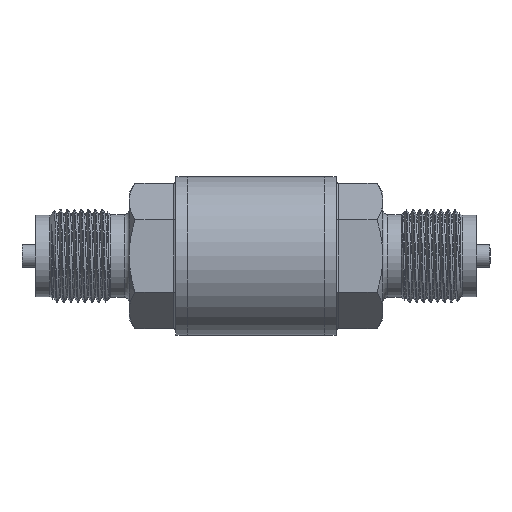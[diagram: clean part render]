
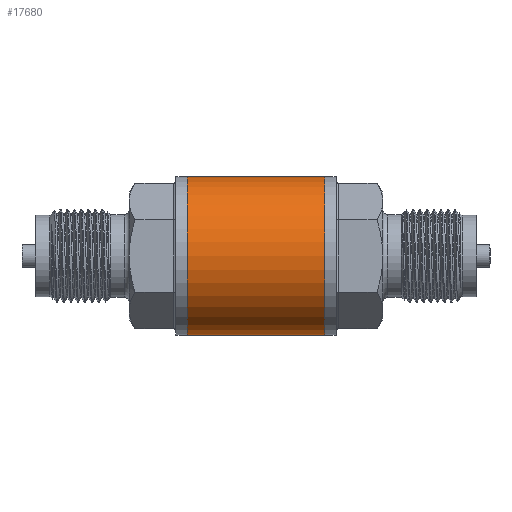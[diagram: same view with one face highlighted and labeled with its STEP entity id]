
A CAD part, front view. The second image highlights one B-rep face of the part: STEP entity #17680.
In plain terms, the highlighted cylindrical face has radius 17 mm (diameter 34 mm), a full revolution.
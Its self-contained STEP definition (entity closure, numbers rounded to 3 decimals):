
#235=FACE_BOUND('',#2544,.T.);
#1500=FACE_OUTER_BOUND('',#2543,.T.);
#2543=EDGE_LOOP('',(#13703,#13704,#13705,#13706));
#2544=EDGE_LOOP('',(#13707,#13708));
#3269=CIRCLE('',#18651,17.);
#3270=CIRCLE('',#18652,17.);
#4106=B_SPLINE_CURVE_WITH_KNOTS('',3,(#37175,#37176,#37177,#37178,#37179,
#37180,#37181,#37182,#37183,#37184,#37185,#37186,#37187,#37188,#37189,#37190,
#37191,#37192,#37193,#37194),.UNSPECIFIED.,.F.,.F.,(4,2,2,2,2,2,2,2,2,4),
(-5.022,-4.957,-4.66,-4.362,
-4.065,-3.767,-3.47,-2.9,
-2.615,-2.33),.UNSPECIFIED.);
#4107=B_SPLINE_CURVE_WITH_KNOTS('',3,(#37195,#37196,#37197,#37198,#37199,
#37200,#37201,#37202,#37203,#37204,#37205,#37206,#37207,#37208,#37209,#37210,
#37211,#37212,#37213,#37214,#37215,#37216,#37217,#37218,#37219,#37220,#37221,
#37222,#37223,#37224,#37225,#37226,#37227,#37228,#37229,#37230,#37231,#37232,
#37233,#37234,#37235,#37236,#37237),.UNSPECIFIED.,.F.,.F.,(4,2,2,2,2,2,
2,3,2,2,2,2,2,2,2,2,2,2,2,2,4),(-2.33,-2.045,-1.76,
-1.19,-0.893,-0.595,-0.298,
0.,0.298,0.595,0.893,1.19,
1.76,2.045,2.33,2.615,2.9,
3.47,3.767,4.065,4.297),
 .UNSPECIFIED.);
#5189=LINE('',#37253,#6236);
#6236=VECTOR('',#20220,17.);
#7617=VERTEX_POINT('',#37173);
#7618=VERTEX_POINT('',#37174);
#7621=VERTEX_POINT('',#37250);
#7622=VERTEX_POINT('',#37252);
#9841=EDGE_CURVE('',#7617,#7618,#4106,.T.);
#9842=EDGE_CURVE('',#7618,#7617,#4107,.T.);
#9847=EDGE_CURVE('',#7621,#7621,#3269,.T.);
#9848=EDGE_CURVE('',#7621,#7622,#5189,.T.);
#9849=EDGE_CURVE('',#7622,#7622,#3270,.T.);
#13703=ORIENTED_EDGE('',*,*,#9847,.F.);
#13704=ORIENTED_EDGE('',*,*,#9848,.T.);
#13705=ORIENTED_EDGE('',*,*,#9849,.F.);
#13706=ORIENTED_EDGE('',*,*,#9848,.F.);
#13707=ORIENTED_EDGE('',*,*,#9841,.T.);
#13708=ORIENTED_EDGE('',*,*,#9842,.T.);
#17171=CYLINDRICAL_SURFACE('',#18650,17.);
#17680=ADVANCED_FACE('',(#1500,#235),#17171,.T.);
#18650=AXIS2_PLACEMENT_3D('',#37249,#20216,#20217);
#18651=AXIS2_PLACEMENT_3D('',#37251,#20218,#20219);
#18652=AXIS2_PLACEMENT_3D('',#37254,#20221,#20222);
#20216=DIRECTION('center_axis',(1.,0.,0.));
#20217=DIRECTION('ref_axis',(0.,0.,-1.));
#20218=DIRECTION('center_axis',(1.,0.,0.));
#20219=DIRECTION('ref_axis',(0.,0.,-1.));
#20220=DIRECTION('',(-1.,0.,0.));
#20221=DIRECTION('center_axis',(-1.,0.,0.));
#20222=DIRECTION('ref_axis',(0.,0.,-1.));
#37173=CARTESIAN_POINT('',(3.5,9.909,13.813));
#37174=CARTESIAN_POINT('',(-14.25,17.,0.));
#37175=CARTESIAN_POINT('Ctrl Pts',(3.5,9.909,13.813));
#37176=CARTESIAN_POINT('Ctrl Pts',(3.3,9.838,13.864));
#37177=CARTESIAN_POINT('Ctrl Pts',(3.099,9.772,13.911));
#37178=CARTESIAN_POINT('Ctrl Pts',(1.961,9.433,14.147));
#37179=CARTESIAN_POINT('Ctrl Pts',(0.992,9.27,14.25));
#37180=CARTESIAN_POINT('Ctrl Pts',(-0.992,9.27,
14.25));
#37181=CARTESIAN_POINT('Ctrl Pts',(-1.961,9.433,14.147));
#37182=CARTESIAN_POINT('Ctrl Pts',(-3.829,9.99,13.759));
#37183=CARTESIAN_POINT('Ctrl Pts',(-4.729,10.381,13.475));
#37184=CARTESIAN_POINT('Ctrl Pts',(-6.439,11.264,12.746));
#37185=CARTESIAN_POINT('Ctrl Pts',(-7.251,11.755,12.301));
#37186=CARTESIAN_POINT('Ctrl Pts',(-8.759,12.741,11.277));
#37187=CARTESIAN_POINT('Ctrl Pts',(-9.454,13.234,10.698));
#37188=CARTESIAN_POINT('Ctrl Pts',(-11.268,14.569,8.885));
#37189=CARTESIAN_POINT('Ctrl Pts',(-12.355,15.44,7.35));
#37190=CARTESIAN_POINT('Ctrl Pts',(-13.475,16.354,4.732));
#37191=CARTESIAN_POINT('Ctrl Pts',(-13.766,16.596,3.807));
#37192=CARTESIAN_POINT('Ctrl Pts',(-14.154,16.919,1.916));
#37193=CARTESIAN_POINT('Ctrl Pts',(-14.25,17.,0.95));
#37194=CARTESIAN_POINT('Ctrl Pts',(-14.25,17.,0.));
#37195=CARTESIAN_POINT('Ctrl Pts',(-14.25,17.,0.));
#37196=CARTESIAN_POINT('Ctrl Pts',(-14.25,17.,-0.95));
#37197=CARTESIAN_POINT('Ctrl Pts',(-14.154,16.919,-1.916));
#37198=CARTESIAN_POINT('Ctrl Pts',(-13.766,16.596,-3.807));
#37199=CARTESIAN_POINT('Ctrl Pts',(-13.475,16.354,-4.732));
#37200=CARTESIAN_POINT('Ctrl Pts',(-12.355,15.44,-7.35));
#37201=CARTESIAN_POINT('Ctrl Pts',(-11.268,14.569,-8.885));
#37202=CARTESIAN_POINT('Ctrl Pts',(-9.454,13.234,-10.698));
#37203=CARTESIAN_POINT('Ctrl Pts',(-8.759,12.741,-11.277));
#37204=CARTESIAN_POINT('Ctrl Pts',(-7.251,11.755,-12.301));
#37205=CARTESIAN_POINT('Ctrl Pts',(-6.439,11.264,-12.746));
#37206=CARTESIAN_POINT('Ctrl Pts',(-4.729,10.381,-13.475));
#37207=CARTESIAN_POINT('Ctrl Pts',(-3.829,9.99,-13.759));
#37208=CARTESIAN_POINT('Ctrl Pts',(-1.961,9.433,-14.147));
#37209=CARTESIAN_POINT('Ctrl Pts',(-0.992,9.27,
-14.25));
#37210=CARTESIAN_POINT('Ctrl Pts',(0.,9.27,-14.25));
#37211=CARTESIAN_POINT('Ctrl Pts',(0.992,9.27,-14.25));
#37212=CARTESIAN_POINT('Ctrl Pts',(1.961,9.433,-14.147));
#37213=CARTESIAN_POINT('Ctrl Pts',(3.829,9.99,-13.759));
#37214=CARTESIAN_POINT('Ctrl Pts',(4.729,10.381,-13.475));
#37215=CARTESIAN_POINT('Ctrl Pts',(6.439,11.264,-12.746));
#37216=CARTESIAN_POINT('Ctrl Pts',(7.251,11.755,-12.301));
#37217=CARTESIAN_POINT('Ctrl Pts',(8.759,12.741,-11.277));
#37218=CARTESIAN_POINT('Ctrl Pts',(9.454,13.234,-10.698));
#37219=CARTESIAN_POINT('Ctrl Pts',(11.268,14.569,-8.885));
#37220=CARTESIAN_POINT('Ctrl Pts',(12.355,15.44,-7.35));
#37221=CARTESIAN_POINT('Ctrl Pts',(13.475,16.354,-4.732));
#37222=CARTESIAN_POINT('Ctrl Pts',(13.766,16.596,-3.807));
#37223=CARTESIAN_POINT('Ctrl Pts',(14.154,16.919,-1.916));
#37224=CARTESIAN_POINT('Ctrl Pts',(14.25,17.,-0.95));
#37225=CARTESIAN_POINT('Ctrl Pts',(14.25,17.,0.95));
#37226=CARTESIAN_POINT('Ctrl Pts',(14.154,16.919,1.916));
#37227=CARTESIAN_POINT('Ctrl Pts',(13.766,16.596,3.807));
#37228=CARTESIAN_POINT('Ctrl Pts',(13.475,16.354,4.732));
#37229=CARTESIAN_POINT('Ctrl Pts',(12.355,15.44,7.35));
#37230=CARTESIAN_POINT('Ctrl Pts',(11.268,14.569,8.885));
#37231=CARTESIAN_POINT('Ctrl Pts',(9.454,13.234,10.698));
#37232=CARTESIAN_POINT('Ctrl Pts',(8.759,12.741,11.277));
#37233=CARTESIAN_POINT('Ctrl Pts',(7.251,11.755,12.301));
#37234=CARTESIAN_POINT('Ctrl Pts',(6.439,11.264,12.746));
#37235=CARTESIAN_POINT('Ctrl Pts',(4.915,10.477,13.395));
#37236=CARTESIAN_POINT('Ctrl Pts',(4.219,10.163,13.631));
#37237=CARTESIAN_POINT('Ctrl Pts',(3.5,9.909,13.813));
#37249=CARTESIAN_POINT('Origin',(0.,0.,0.));
#37250=CARTESIAN_POINT('',(14.7,0.,17.));
#37251=CARTESIAN_POINT('Origin',(14.7,0.,0.));
#37252=CARTESIAN_POINT('',(-14.7,0.,17.));
#37253=CARTESIAN_POINT('',(0.,0.,17.));
#37254=CARTESIAN_POINT('Origin',(-14.7,0.,0.));
